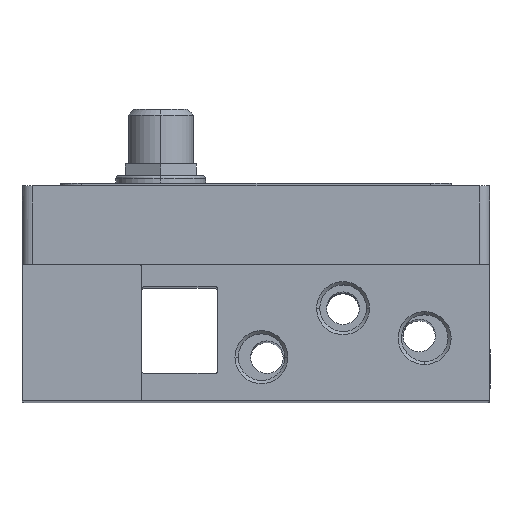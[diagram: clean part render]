
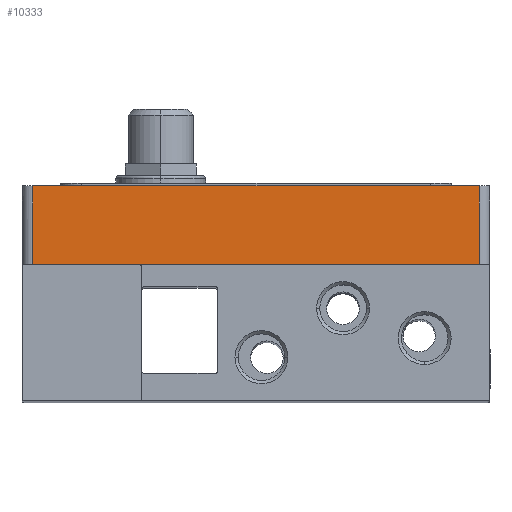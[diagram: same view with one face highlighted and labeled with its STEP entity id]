
A CAD part, top view. The second image highlights one B-rep face of the part: STEP entity #10333.
In plain terms, the highlighted planar face has unit normal (0, 0, 1).
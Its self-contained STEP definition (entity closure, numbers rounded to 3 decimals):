
#61 = ORIENTED_EDGE ( 'NONE', *, *, #9340, .T. ) ;
#578 = CARTESIAN_POINT ( 'NONE',  ( 2., 39.5, 20.5 ) ) ;
#1168 = DIRECTION ( 'NONE',  ( 0., -1., 0. ) ) ;
#1611 = CARTESIAN_POINT ( 'NONE',  ( 2., 25., 20.5 ) ) ;
#1993 = VERTEX_POINT ( 'NONE', #12782 ) ;
#2041 = DIRECTION ( 'NONE',  ( 0., 1., 0. ) ) ;
#2161 = EDGE_CURVE ( 'NONE', #1993, #13096, #6424, .T. ) ;
#3061 = FACE_OUTER_BOUND ( 'NONE', #6500, .T. ) ;
#3110 = LINE ( 'NONE', #11796, #6228 ) ;
#3365 = CARTESIAN_POINT ( 'NONE',  ( 84., 39.5, 20.5 ) ) ;
#3428 = CARTESIAN_POINT ( 'NONE',  ( 2., 39.5, 20.5 ) ) ;
#3556 = ORIENTED_EDGE ( 'NONE', *, *, #2161, .F. ) ;
#3560 = DIRECTION ( 'NONE',  ( 1., 0., 0. ) ) ;
#3627 = ORIENTED_EDGE ( 'NONE', *, *, #9851, .F. ) ;
#3899 = PLANE ( 'NONE',  #9538 ) ;
#4111 = CARTESIAN_POINT ( 'NONE',  ( 2., 39.5, 20.5 ) ) ;
#4417 = ORIENTED_EDGE ( 'NONE', *, *, #13663, .F. ) ;
#4577 = LINE ( 'NONE', #5499, #12054 ) ;
#5062 = VECTOR ( 'NONE', #1168, 1000. ) ;
#5469 = CARTESIAN_POINT ( 'NONE',  ( 84., 25., 20.5 ) ) ;
#5499 = CARTESIAN_POINT ( 'NONE',  ( 85.5, 25., 20.5 ) ) ;
#6228 = VECTOR ( 'NONE', #2041, 1000. ) ;
#6424 = LINE ( 'NONE', #3365, #5062 ) ;
#6500 = EDGE_LOOP ( 'NONE', ( #3556, #3627, #4417, #61 ) ) ;
#7990 = VERTEX_POINT ( 'NONE', #1611 ) ;
#8471 = DIRECTION ( 'NONE',  ( -1., 0., 0. ) ) ;
#9340 = EDGE_CURVE ( 'NONE', #7990, #13096, #4577, .T. ) ;
#9538 = AXIS2_PLACEMENT_3D ( 'NONE', #4111, #10457, #8471 ) ;
#9797 = VERTEX_POINT ( 'NONE', #3428 ) ;
#9851 = EDGE_CURVE ( 'NONE', #9797, #1993, #10334, .T. ) ;
#10333 = ADVANCED_FACE ( 'NONE', ( #3061 ), #3899, .F. ) ;
#10334 = LINE ( 'NONE', #578, #11140 ) ;
#10457 = DIRECTION ( 'NONE',  ( 0., 0., -1. ) ) ;
#11140 = VECTOR ( 'NONE', #3560, 1000. ) ;
#11796 = CARTESIAN_POINT ( 'NONE',  ( 2., 39.5, 20.5 ) ) ;
#12054 = VECTOR ( 'NONE', #13202, 1000. ) ;
#12782 = CARTESIAN_POINT ( 'NONE',  ( 84., 39.5, 20.5 ) ) ;
#13096 = VERTEX_POINT ( 'NONE', #5469 ) ;
#13202 = DIRECTION ( 'NONE',  ( 1., 0., 0. ) ) ;
#13663 = EDGE_CURVE ( 'NONE', #7990, #9797, #3110, .T. ) ;
